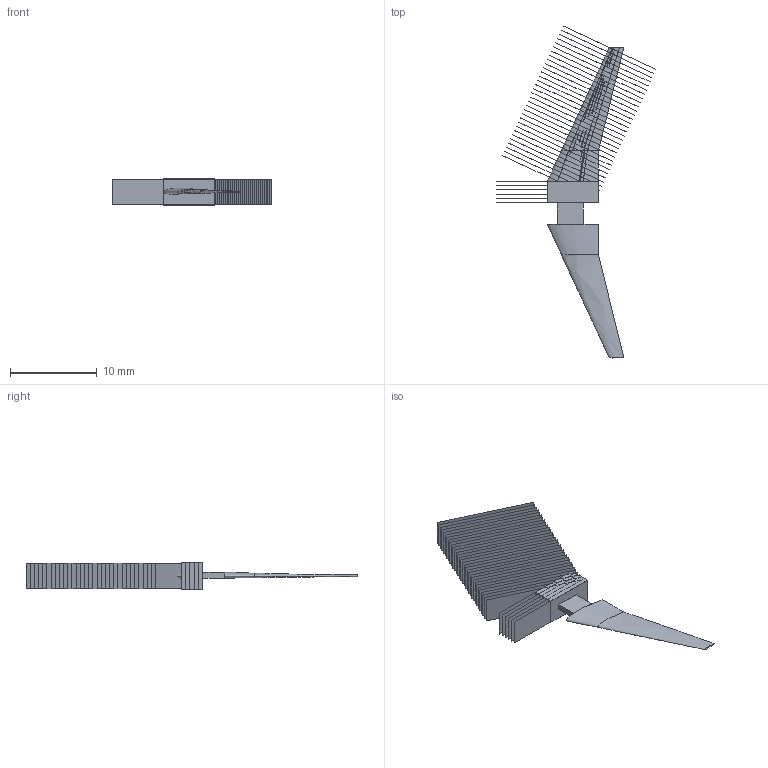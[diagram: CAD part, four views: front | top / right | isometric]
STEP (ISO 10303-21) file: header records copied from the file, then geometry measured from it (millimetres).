
FILE_DESCRIPTION(('Open CASCADE Model'),'2;1');
FILE_NAME('Open CASCADE Shape Model','2024-06-16T11:24:57',('Author'),( 'Open CASCADE'),'ParaPy 1.11.2 - Open CASCADE STEP processor 7.3', 'ParaPy 1.11.2 - Open CASCADE 7.3','Unknown');
FILE_SCHEMA(('AUTOMOTIVE_DESIGN { 1 0 10303 214 1 1 1 1 }'));
Length unit declared in the file: metre
Products named in the file (898): ROOT; airfoil_from_3D_points; centerpiece; frontspar_surf_centerpiece; intersected_cp; 0; edges; 1; 2; 3; 4; 5; intersected_str_lower; intersected_str_upper; line_root_front; line_root_low_centerpiece; line_root_rear; line_root_upp_centerpiece; lowerskin_centerpiece_loft; mirror_line_root_front; mirror_line_root_rear; rearspar_loft_centerpiece; rib_surfaces_cp; ribs_cp; stringer_lower_CP; lofted_stringer; FACE; rectangular_surface; rectangular_surface_90; stringer_upper_CP; transform_mirror_CP_frontspar; transform_mirror_CP_lowerskin; transform_mirror_CP_rearspar; transform_mirror_CP_upperskin; upperskin_centerpiece_loft; my_wingbox; fused_centerpiece; fused_cp1; fused_cp2; fused_inner_lowerskin_and_flanges ...
Assembly tree (934 placements, depth 8):
  ROOT
    ROOT
      airfoil_from_3D_points
      centerpiece
        frontspar_surf_centerpiece
        intersected_cp
          0
            edges
              0
              1
              2
              3
          1
            edges
              0
              1
              2
              3
          2
            edges
              0
              1
              2
              3
          3
            edges
              0
              1
              2
              3
          4
            edges
              0
              1
              2
              3
          5
            edges
              0
              1
              2
              3
        intersected_str_lower
          0
            edges
              0
          1
            edges
              0
          2
            edges
              0
          3
            edges
              0
        intersected_str_upper
          0
            edges
              0
          1
Bounding box: 18.43 x 38.29 x 3 mm (x, y, z)
Volume: 44.2 mm3; surface area: 2110.6 mm2
Topology: 1 solids, 326 shells, 331 faces, 1478 edges, 1824 vertices
Faces by surface type: plane 223, bspline 108
Entity records: 45036 total; most frequent: CARTESIAN_POINT 9200, DIRECTION 3823, PRODUCT_DEFINITION_SHAPE 1832, LINE 1565, VECTOR 1565, AXIS2_PLACEMENT_3D 1129, ORIENTED_EDGE 1074, PCURVE 1074
